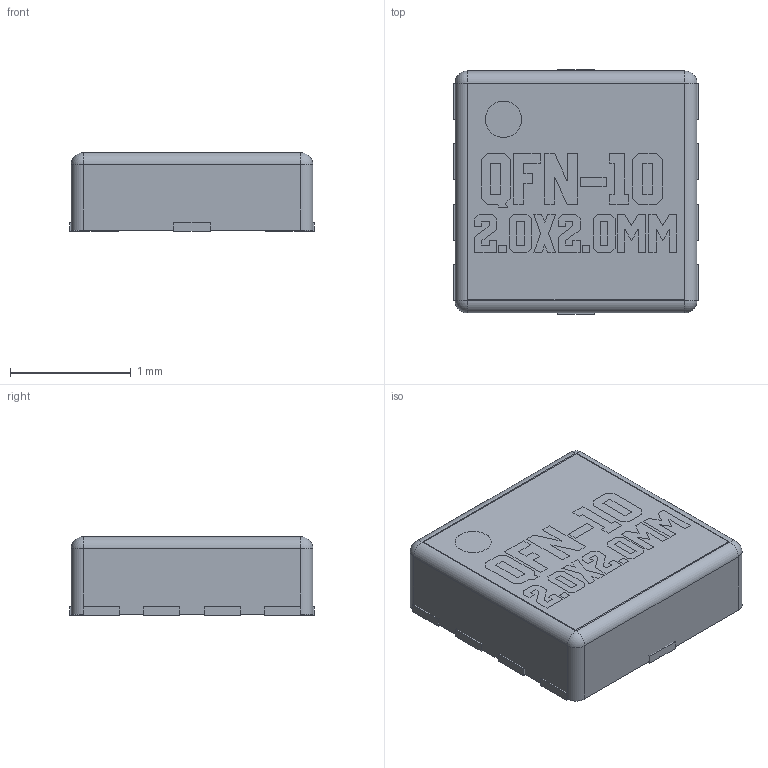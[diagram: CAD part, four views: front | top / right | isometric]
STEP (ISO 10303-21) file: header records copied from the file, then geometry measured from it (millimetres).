
FILE_DESCRIPTION(('FreeCAD Model'),'2;1');
FILE_NAME('Open CASCADE Shape Model','2022-02-15T15:59:39',('Author'),( ''),'Open CASCADE STEP processor 7.5','FreeCAD','Unknown');
FILE_SCHEMA(('AUTOMOTIVE_DESIGN { 1 0 10303 214 1 1 1 1 }'));
Length unit declared in the file: millimetre
Products named in the file (13): Part; Marking; Body; Pin; Pin001; Pin002; Pin003; Pin004; Pin005; Pin006; Pin007; Pin008; Pin009
Assembly tree (12 placements, depth 2):
  Part
    Marking
    Body
    Pin
    Pin001
    Pin002
    Pin003
    Pin004
    Pin005
    Pin006
    Pin007
    Pin008
    Pin009
Bounding box: 2.02 x 2.02 x 0.65 mm (x, y, z)
Volume: 2.7 mm3; surface area: 24.8 mm2
Topology: 12 solids, 12 shells, 384 faces, 1012 edges, 668 vertices
Faces by surface type: plane 241, extrusion 130, cylinder 9, sphere 4
Full cylindrical faces by diameter (mm): 0.3 x1
Entity records: 25925 total; most frequent: CARTESIAN_POINT 6057, DIRECTION 3183, VECTOR 2610, LINE 2480, ORIENTED_EDGE 2016, PCURVE 2016, DEFINITIONAL_REPRESENTATION 2016, EDGE_CURVE 1008
